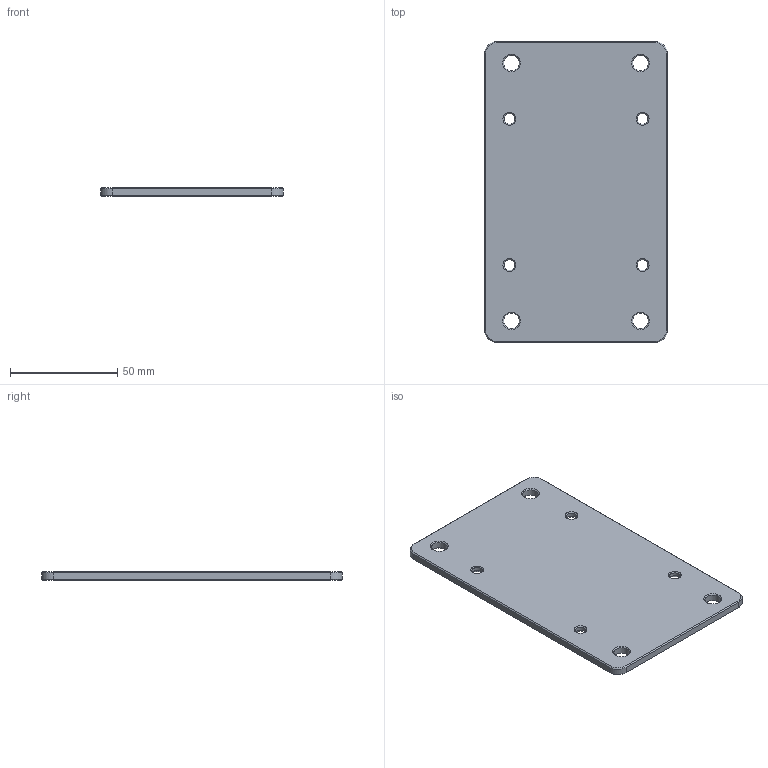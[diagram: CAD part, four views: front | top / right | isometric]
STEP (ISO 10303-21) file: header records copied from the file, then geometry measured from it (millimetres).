
FILE_DESCRIPTION(('STEP AP214'),'1');
FILE_NAME('Platine .stp','2022-02-09T17:26:22',(' '),(' '),'Spatial InterOp 3D',' ',' ');
FILE_SCHEMA(('AUTOMOTIVE_DESIGN { 1 0 10303 214 1 1 1 1 }'));
Length unit declared in the file: millimetre
Products named in the file (1): 1
Bounding box: 85 x 140 x 4 mm (x, y, z)
Volume: 46243.9 mm3; surface area: 25260.3 mm2
Topology: 1 solids, 1 shells, 50 faces, 120 edges, 72 vertices
Faces by surface type: cone 24, plane 14, cylinder 12
Full cylindrical faces by diameter (mm): 5 x4, 7.3 x4
Entity records: 1295 total; most frequent: DIRECTION 238, CARTESIAN_POINT 203, ORIENTED_EDGE 176, AXIS2_PLACEMENT_3D 99, EDGE_LOOP 90, EDGE_CURVE 88, VERTEX_POINT 64, FACE_OUTER_BOUND 58
